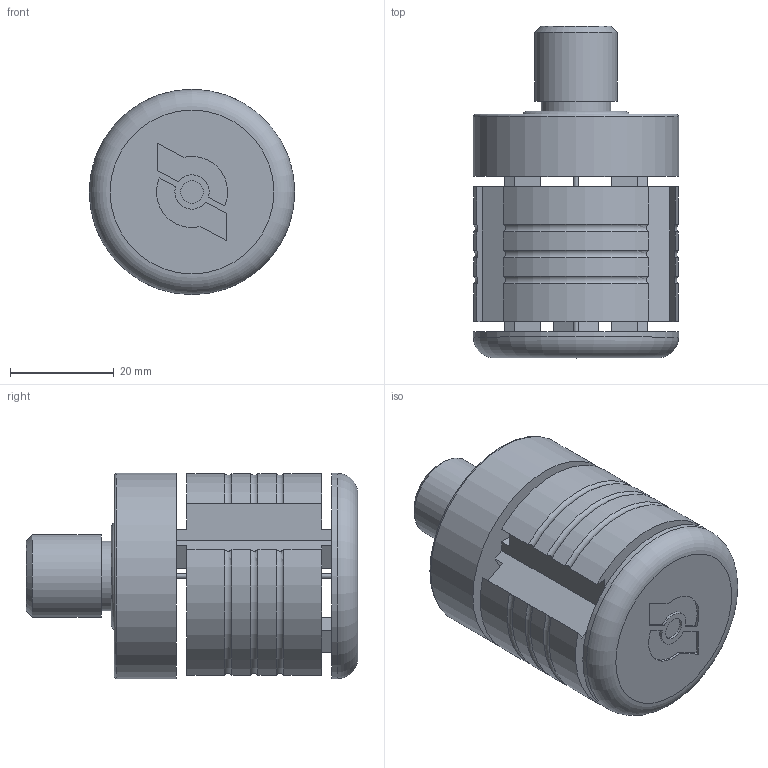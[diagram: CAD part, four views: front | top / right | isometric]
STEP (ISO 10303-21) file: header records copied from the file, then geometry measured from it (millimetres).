
FILE_DESCRIPTION( ( 'STEP AP214' ), '1' );
FILE_NAME( 'SCHUNK-0398940 LOG 40.0-M16X1-M5.stp', '2020-09-03T14:24:19', ( 'License CC BY-ND 4.0' ), ( 'CADENAS' ), ' ', 'PARTsolutions', ' ' );
FILE_SCHEMA( ( 'AUTOMOTIVE_DESIGN { 1 0 10303 214 1 1 1 1 }' ) );
Length unit declared in the file: millimetre
Products named in the file (3): SCHUNK-0398940 LOG 40.0-M16X1-M5; _SCHUNK-5521468 Gehaeuse LOG 40; _SCHUNK-9957943 Gewindeeinsatz M5
Assembly tree (2 placements, depth 2):
  SCHUNK-0398940 LOG 40.0-M16X1-M5
    _SCHUNK-5521468 Gehaeuse LOG 40
    _SCHUNK-9957943 Gewindeeinsatz M5
Bounding box: 39.6 x 64 x 39.6 mm (x, y, z)
Volume: 52104.7 mm3; surface area: 14386 mm2
Topology: 2 solids, 2 shells, 118 faces, 314 edges, 207 vertices
Faces by surface type: plane 68, cylinder 32, torus 12, cone 6
Full cylindrical faces by diameter (mm): 1 x2, 4.2 x1, 4.356 x1, 8 x2, 13.4 x1, 16 x1, 39.6 x2
Entity records: 4754 total; most frequent: CARTESIAN_POINT 885, ORIENTED_EDGE 588, DIRECTION 568, EDGE_CURVE 294, VERTEX_POINT 206, AXIS2_PLACEMENT_3D 195, LINE 178, VECTOR 178
